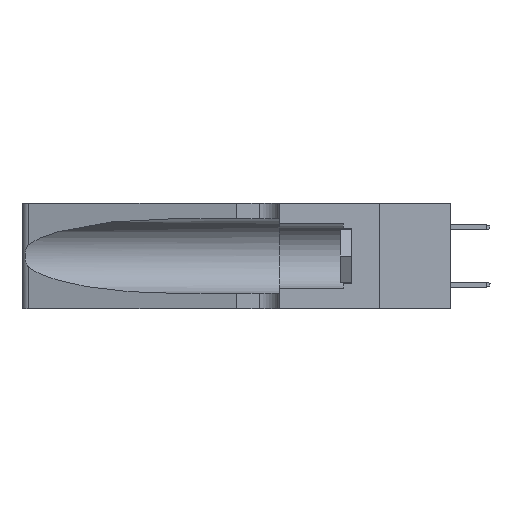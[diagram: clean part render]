
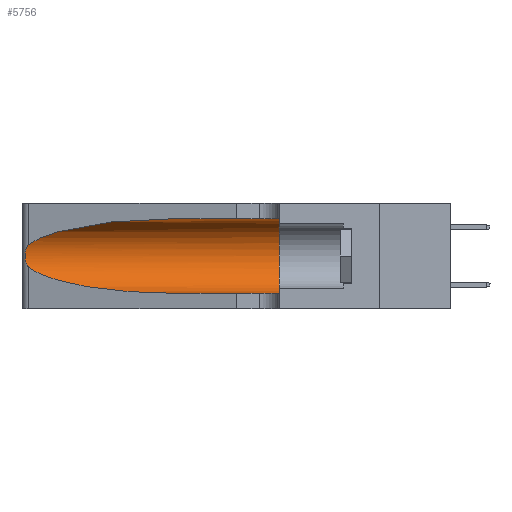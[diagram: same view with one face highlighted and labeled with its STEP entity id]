
A CAD part, left-side view. The second image highlights one B-rep face of the part: STEP entity #5756.
In plain terms, the highlighted cylindrical face has radius 3.308 mm (diameter 6.617 mm), a partial arc.
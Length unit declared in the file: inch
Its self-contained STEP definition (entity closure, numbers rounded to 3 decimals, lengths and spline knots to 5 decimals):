
#26 = EDGE_CURVE ( 'NONE', #16200, #12158, #12688, .T. ) ;
#144 = CARTESIAN_POINT ( 'NONE',  ( 0.1305, 0.35, 0.05475 ) ) ;
#431 = ORIENTED_EDGE ( 'NONE', *, *, #21415, .T. ) ;
#737 = DIRECTION ( 'NONE',  ( 0., -1., 0. ) ) ;
#792 = CARTESIAN_POINT ( 'NONE',  ( 0.25639, 1.23184, 0.21858 ) ) ;
#912 = CARTESIAN_POINT ( 'NONE',  ( 0.26018, 1.23835, 0.19895 ) ) ;
#2172 = DIRECTION ( 'NONE',  ( 0., -1., 0. ) ) ;
#2562 = EDGE_CURVE ( 'NONE', #21577, #19068, #16693, .T. ) ;
#2738 = CARTESIAN_POINT ( 'NONE',  ( 0.25487, 1.22718, 0.22369 ) ) ;
#3037 = CARTESIAN_POINT ( 'NONE',  ( 0.2373, 1.15595, 0.28018 ) ) ;
#3107 = CARTESIAN_POINT ( 'NONE',  ( 0.25856, 1.23593, 0.16098 ) ) ;
#5171 = CARTESIAN_POINT ( 'NONE',  ( 0.25487, 1.22718, 0.14631 ) ) ;
#5185 = AXIS2_PLACEMENT_3D ( 'NONE', #23432, #5755, #15713 ) ;
#5717 = AXIS2_PLACEMENT_3D ( 'NONE', #22156, #737, #16252 ) ;
#5755 = DIRECTION ( 'NONE',  ( 0., 1., 0. ) ) ;
#5756 = ADVANCED_FACE ( 'NONE', ( #16372 ), #8343, .F. ) ;
#6308 = ORIENTED_EDGE ( 'NONE', *, *, #2562, .T. ) ;
#6649 = CARTESIAN_POINT ( 'NONE',  ( 0.18966, 0.96281, 0.31525 ) ) ;
#7243 = CARTESIAN_POINT ( 'NONE',  ( 0.26075, 1.23896, 0.19203 ) ) ;
#8320 = VERTEX_POINT ( 'NONE', #24712 ) ;
#8343 = CYLINDRICAL_SURFACE ( 'NONE', #5717, 0.13025 ) ;
#8765 = EDGE_CURVE ( 'NONE', #8320, #18041, #13345, .T. ) ;
#8768 = CARTESIAN_POINT ( 'NONE',  ( 0.26017, 1.23833, 0.17102 ) ) ;
#8904 = CARTESIAN_POINT ( 'NONE',  ( 0.25555, 1.22993, 0.14849 ) ) ;
#9445 = CARTESIAN_POINT ( 'NONE',  ( 0.25487, 1.22718, 0.14631 ) ) ;
#10009 = VECTOR ( 'NONE', #2172, 39.37008 ) ;
#10210 = ORIENTED_EDGE ( 'NONE', *, *, #24398, .F. ) ;
#10602 = CARTESIAN_POINT ( 'NONE',  ( 0.25639, 1.23186, 0.15144 ) ) ;
#10696 = EDGE_CURVE ( 'NONE', #16200, #21577, #18565, .T. ) ;
#10738 = EDGE_LOOP ( 'NONE', ( #13182, #6308, #431, #11322, #10210, #12542 ) ) ;
#10841 = CARTESIAN_POINT ( 'NONE',  ( 0.25854, 1.2359, 0.20912 ) ) ;
#11322 = ORIENTED_EDGE ( 'NONE', *, *, #8765, .T. ) ;
#12158 = VERTEX_POINT ( 'NONE', #15698 ) ;
#12542 = ORIENTED_EDGE ( 'NONE', *, *, #26, .F. ) ;
#12688 = LINE ( 'NONE', #14049, #10009 ) ;
#13182 = ORIENTED_EDGE ( 'NONE', *, *, #10696, .T. ) ;
#13260 = CARTESIAN_POINT ( 'NONE',  ( 0.25487, 1.22718, 0.14631 ) ) ;
#13345 = LINE ( 'NONE', #24813, #14507 ) ;
#14049 = CARTESIAN_POINT ( 'NONE',  ( 0.1305, 1.61858, 0.31525 ) ) ;
#14507 = VECTOR ( 'NONE', #19174, 39.37008 ) ;
#14879 = CARTESIAN_POINT ( 'NONE',  ( 0.25787, 1.23484, 0.2124 ) ) ;
#15137 = CARTESIAN_POINT ( 'NONE',  ( 0.26075, 1.23896, 0.178 ) ) ;
#15698 = CARTESIAN_POINT ( 'NONE',  ( 0.1305, 0.35, 0.31525 ) ) ;
#15713 = DIRECTION ( 'NONE',  ( 0., 0., 1. ) ) ;
#16200 = VERTEX_POINT ( 'NONE', #22868 ) ;
#16252 = DIRECTION ( 'NONE',  ( 0., 0., -1. ) ) ;
#16372 = FACE_OUTER_BOUND ( 'NONE', #10738, .T. ) ;
#16693 = B_SPLINE_CURVE_WITH_KNOTS ( 'NONE', 3,
 ( #2738, #18727, #792, #14879, #10841, #912, #7243, #15137, #8768, #3107, #18598, #10602, #8904, #5171 ),
 .UNSPECIFIED., .F., .F.,
 ( 4, 2, 2, 2, 2, 2, 4 ),
 ( 0., 0.00027, 0.00053, 0.00107, 0.0016, 0.00187, 0.00214 ),
 .UNSPECIFIED. ) ;
#17276 = CARTESIAN_POINT ( 'NONE',  ( 0.1305, 0.72297, 0.05475 ) ) ;
#17608 =( BOUNDED_CURVE ( )  B_SPLINE_CURVE ( 3, ( #13260, #22658, #23054, #17276 ),
 .UNSPECIFIED., .F., .F. ) 
 B_SPLINE_CURVE_WITH_KNOTS ( ( 4, 4 ),
 ( 3.44316, 4.71239 ),
 .UNSPECIFIED. ) 
 CURVE ( )  GEOMETRIC_REPRESENTATION_ITEM ( )  RATIONAL_B_SPLINE_CURVE ( ( 1., 0.87, 0.87, 1. ) ) 
 REPRESENTATION_ITEM ( '' )  );
#18041 = VERTEX_POINT ( 'NONE', #144 ) ;
#18565 =( BOUNDED_CURVE ( )  B_SPLINE_CURVE ( 3, ( #24311, #6649, #3037, #24691 ),
 .UNSPECIFIED., .F., .F. ) 
 B_SPLINE_CURVE_WITH_KNOTS ( ( 4, 4 ),
 ( 1.5708, 2.84003 ),
 .UNSPECIFIED. ) 
 CURVE ( )  GEOMETRIC_REPRESENTATION_ITEM ( )  RATIONAL_B_SPLINE_CURVE ( ( 1., 0.87, 0.87, 1. ) ) 
 REPRESENTATION_ITEM ( '' )  );
#18598 = CARTESIAN_POINT ( 'NONE',  ( 0.25789, 1.23486, 0.15765 ) ) ;
#18727 = CARTESIAN_POINT ( 'NONE',  ( 0.25555, 1.22994, 0.2215 ) ) ;
#19068 = VERTEX_POINT ( 'NONE', #9445 ) ;
#19174 = DIRECTION ( 'NONE',  ( 0., -1., 0. ) ) ;
#21415 = EDGE_CURVE ( 'NONE', #19068, #8320, #17608, .T. ) ;
#21577 = VERTEX_POINT ( 'NONE', #23563 ) ;
#22156 = CARTESIAN_POINT ( 'NONE',  ( 0.1305, 1.61858, 0.185 ) ) ;
#22658 = CARTESIAN_POINT ( 'NONE',  ( 0.2373, 1.15595, 0.08982 ) ) ;
#22868 = CARTESIAN_POINT ( 'NONE',  ( 0.1305, 0.72297, 0.31525 ) ) ;
#23054 = CARTESIAN_POINT ( 'NONE',  ( 0.18966, 0.96281, 0.05475 ) ) ;
#23432 = CARTESIAN_POINT ( 'NONE',  ( 0.1305, 0.35, 0.185 ) ) ;
#23563 = CARTESIAN_POINT ( 'NONE',  ( 0.25487, 1.22718, 0.22369 ) ) ;
#24133 = CIRCLE ( 'NONE', #5185, 0.13025 ) ;
#24311 = CARTESIAN_POINT ( 'NONE',  ( 0.1305, 0.72297, 0.31525 ) ) ;
#24398 = EDGE_CURVE ( 'NONE', #12158, #18041, #24133, .T. ) ;
#24691 = CARTESIAN_POINT ( 'NONE',  ( 0.25487, 1.22718, 0.22369 ) ) ;
#24712 = CARTESIAN_POINT ( 'NONE',  ( 0.1305, 0.72297, 0.05475 ) ) ;
#24813 = CARTESIAN_POINT ( 'NONE',  ( 0.1305, 1.61858, 0.05475 ) ) ;
